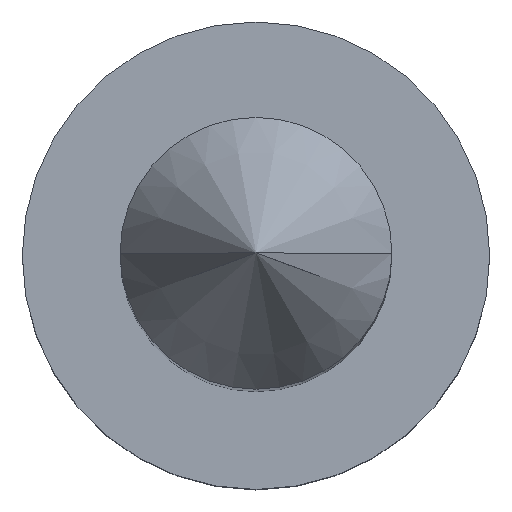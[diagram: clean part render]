
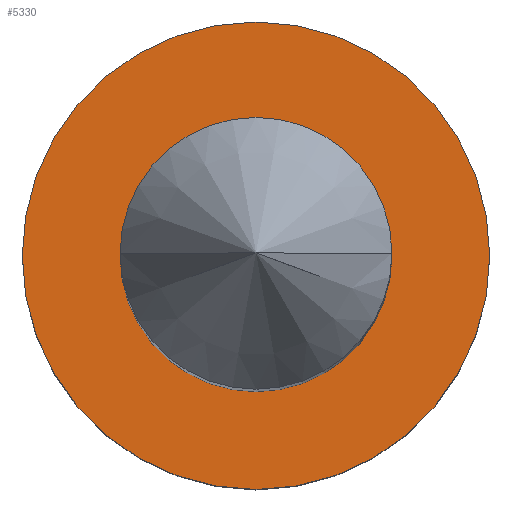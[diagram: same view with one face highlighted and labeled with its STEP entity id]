
A CAD part, top view. The second image highlights one B-rep face of the part: STEP entity #5330.
In plain terms, the highlighted planar face has unit normal (0, 0, 1).
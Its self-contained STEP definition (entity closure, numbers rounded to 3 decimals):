
#307 = EDGE_CURVE ( 'NONE', #3519, #4503, #3916, .T. ) ;
#314 = EDGE_CURVE ( 'NONE', #3550, #3556, #3919, .T. ) ;
#317 = EDGE_CURVE ( 'NONE', #3556, #3550, #3923, .T. ) ;
#1980 = ORIENTED_EDGE ( 'NONE', *, *, #307, .T. ) ;
#1981 = ORIENTED_EDGE ( 'NONE', *, *, #2133, .T. ) ;
#1982 = ORIENTED_EDGE ( 'NONE', *, *, #314, .F. ) ;
#1983 = ORIENTED_EDGE ( 'NONE', *, *, #317, .F. ) ;
#2133 = EDGE_CURVE ( 'NONE', #4503, #3519, #4160, .T. ) ;
#2279 = AXIS2_PLACEMENT_3D ( 'NONE', #2630, #2631, #2632 ) ;
#2284 = AXIS2_PLACEMENT_3D ( 'NONE', #2663, #2664, #2665 ) ;
#2285 = AXIS2_PLACEMENT_3D ( 'NONE', #2669, #2670, #2671 ) ;
#2438 = AXIS2_PLACEMENT_3D ( 'NONE', #4680, #4681, #4682 ) ;
#2499 = AXIS2_PLACEMENT_3D ( 'NONE', #2771, #2777, #2778 ) ;
#2630 = CARTESIAN_POINT ( 'NONE',  ( 0., 0., 0. ) ) ;
#2631 = DIRECTION ( 'NONE',  ( 0., 0., 1. ) ) ;
#2632 = DIRECTION ( 'NONE',  ( 1., 0., 0. ) ) ;
#2663 = CARTESIAN_POINT ( 'NONE',  ( 0., 0., 0. ) ) ;
#2664 = DIRECTION ( 'NONE',  ( 0., 0., 1. ) ) ;
#2665 = DIRECTION ( 'NONE',  ( 1., 0., 0. ) ) ;
#2669 = CARTESIAN_POINT ( 'NONE',  ( 0., 0., 0. ) ) ;
#2670 = DIRECTION ( 'NONE',  ( 0., 0., 1. ) ) ;
#2671 = DIRECTION ( 'NONE',  ( 1., 0., 0. ) ) ;
#2771 = CARTESIAN_POINT ( 'NONE',  ( 0., 0.25, 0. ) ) ;
#2772 = PLANE ( 'NONE',  #2499 ) ;
#2777 = DIRECTION ( 'NONE',  ( 0., 0., -1. ) ) ;
#2778 = DIRECTION ( 'NONE',  ( -1., 0., 0. ) ) ;
#3519 = VERTEX_POINT ( 'NONE', #6330 ) ;
#3550 = VERTEX_POINT ( 'NONE', #6361 ) ;
#3556 = VERTEX_POINT ( 'NONE', #6367 ) ;
#3768 = EDGE_LOOP ( 'NONE', ( #1983, #1982 ) ) ;
#3771 = EDGE_LOOP ( 'NONE', ( #1981, #1980 ) ) ;
#3916 = CIRCLE ( 'NONE', #2279, 0.43 ) ;
#3919 = CIRCLE ( 'NONE', #2284, 0.25 ) ;
#3923 = CIRCLE ( 'NONE', #2285, 0.25 ) ;
#4160 = CIRCLE ( 'NONE', #2438, 0.43 ) ;
#4293 = FACE_BOUND ( 'NONE', #3768, .T. ) ;
#4313 = FACE_OUTER_BOUND ( 'NONE', #3771, .T. ) ;
#4503 = VERTEX_POINT ( 'NONE', #5450 ) ;
#4680 = CARTESIAN_POINT ( 'NONE',  ( 0., 0., 0. ) ) ;
#4681 = DIRECTION ( 'NONE',  ( 0., 0., 1. ) ) ;
#4682 = DIRECTION ( 'NONE',  ( 1., 0., 0. ) ) ;
#5330 = ADVANCED_FACE ( 'NONE', ( #4293, #4313 ), #2772, .F. ) ;
#5450 = CARTESIAN_POINT ( 'NONE',  ( 0.43, 0., 0. ) ) ;
#6330 = CARTESIAN_POINT ( 'NONE',  ( -0.43, 0., 0. ) ) ;
#6361 = CARTESIAN_POINT ( 'NONE',  ( -0.25, 0., 0. ) ) ;
#6367 = CARTESIAN_POINT ( 'NONE',  ( 0.25, 0., 0. ) ) ;
